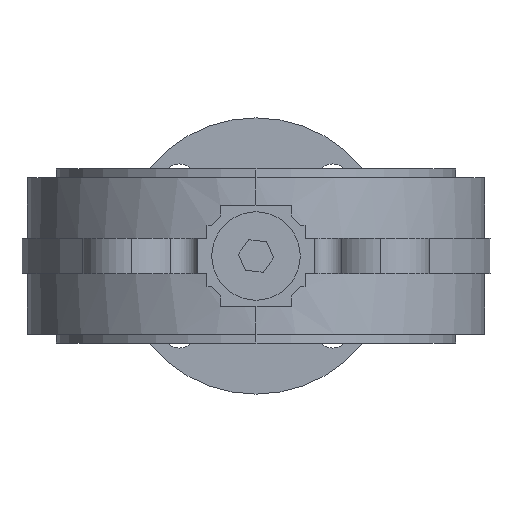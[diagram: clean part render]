
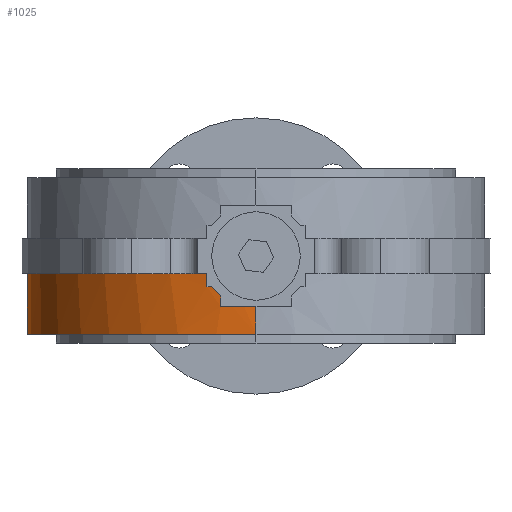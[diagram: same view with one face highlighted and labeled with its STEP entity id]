
A CAD part, left-side view. The second image highlights one B-rep face of the part: STEP entity #1025.
In plain terms, the highlighted cylindrical face has radius 74.5 mm (diameter 149 mm), a partial arc.
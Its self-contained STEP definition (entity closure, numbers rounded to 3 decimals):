
#142 = DIRECTION ( 'NONE',  ( -1., 0., 0. ) ) ;
#143 = AXIS2_PLACEMENT_3D ( 'NONE', #830, #6324, #3793 ) ;
#184 = VECTOR ( 'NONE', #2992, 1000. ) ;
#218 = CARTESIAN_POINT ( 'NONE',  ( -74.5, 0., -25.5 ) ) ;
#266 = DIRECTION ( 'NONE',  ( 0., 0., -1. ) ) ;
#304 = CARTESIAN_POINT ( 'NONE',  ( 0., 0., -16.5 ) ) ;
#315 = ORIENTED_EDGE ( 'NONE', *, *, #5532, .F. ) ;
#395 = CARTESIAN_POINT ( 'NONE',  ( 72.762, 16., 25.5 ) ) ;
#444 = CARTESIAN_POINT ( 'NONE',  ( 73.273, 13.504, -10.996 ) ) ;
#554 = EDGE_CURVE ( 'NONE', #1319, #2345, #6519, .T. ) ;
#620 = CARTESIAN_POINT ( 'NONE',  ( 0., 0., -16.5 ) ) ;
#623 = AXIS2_PLACEMENT_3D ( 'NONE', #2522, #2103, #1013 ) ;
#664 = EDGE_CURVE ( 'NONE', #2345, #3801, #4942, .T. ) ;
#683 = CARTESIAN_POINT ( 'NONE',  ( 74.5, 0., -25.5 ) ) ;
#693 = ORIENTED_EDGE ( 'NONE', *, *, #1105, .T. ) ;
#722 = AXIS2_PLACEMENT_3D ( 'NONE', #2916, #1855, #1760 ) ;
#830 = CARTESIAN_POINT ( 'NONE',  ( 0., 0., -5.75 ) ) ;
#834 = CARTESIAN_POINT ( 'NONE',  ( 72.762, 16., -10. ) ) ;
#907 = EDGE_CURVE ( 'NONE', #1146, #1319, #4958, .T. ) ;
#973 = CIRCLE ( 'NONE', #143, 74.5 ) ;
#1013 = DIRECTION ( 'NONE',  ( 1., 0., 0. ) ) ;
#1017 = CARTESIAN_POINT ( 'NONE',  ( 74.5, 0., 25.5 ) ) ;
#1025 = ADVANCED_FACE ( 'NONE', ( #6301 ), #5781, .T. ) ;
#1105 = EDGE_CURVE ( 'NONE', #2292, #1146, #1350, .T. ) ;
#1111 =( BOUNDED_CURVE ( )  B_SPLINE_CURVE ( 3, ( #1536, #3164, #4169, #3593 ),
 .UNSPECIFIED., .F., .T. ) 
 B_SPLINE_CURVE_WITH_KNOTS ( ( 4, 4 ),
 ( 4.517, 4.557 ),
 .UNSPECIFIED. ) 
 CURVE ( )  GEOMETRIC_REPRESENTATION_ITEM ( )  RATIONAL_B_SPLINE_CURVE ( ( 1., 1., 1., 1. ) ) 
 REPRESENTATION_ITEM ( '' )  );
#1143 = CARTESIAN_POINT ( 'NONE',  ( -74.5, 0., 25.5 ) ) ;
#1146 = VERTEX_POINT ( 'NONE', #834 ) ;
#1273 = ORIENTED_EDGE ( 'NONE', *, *, #554, .T. ) ;
#1319 = VERTEX_POINT ( 'NONE', #6104 ) ;
#1320 = DIRECTION ( 'NONE',  ( 1., 0., 0. ) ) ;
#1350 = LINE ( 'NONE', #395, #1810 ) ;
#1365 = ORIENTED_EDGE ( 'NONE', *, *, #4807, .F. ) ;
#1434 = CARTESIAN_POINT ( 'NONE',  ( -73.607, 11.5, 25.5 ) ) ;
#1536 = CARTESIAN_POINT ( 'NONE',  ( -73.075, 14.5, -10. ) ) ;
#1562 = CARTESIAN_POINT ( 'NONE',  ( -72.762, 16., 25.5 ) ) ;
#1666 = ORIENTED_EDGE ( 'NONE', *, *, #907, .T. ) ;
#1676 = CARTESIAN_POINT ( 'NONE',  ( -74.5, 0., -16.5 ) ) ;
#1690 = LINE ( 'NONE', #1143, #5201 ) ;
#1698 = VECTOR ( 'NONE', #6062, 1000. ) ;
#1713 = CARTESIAN_POINT ( 'NONE',  ( -73.607, 11.5, -13. ) ) ;
#1733 = CARTESIAN_POINT ( 'NONE',  ( -72.762, 16., -10. ) ) ;
#1737 = VERTEX_POINT ( 'NONE', #1713 ) ;
#1760 = DIRECTION ( 'NONE',  ( -1., 0., 0. ) ) ;
#1810 = VECTOR ( 'NONE', #266, 1000. ) ;
#1835 = DIRECTION ( 'NONE',  ( 0., 0., 1. ) ) ;
#1855 = DIRECTION ( 'NONE',  ( 0., 0., -1. ) ) ;
#1979 = CIRCLE ( 'NONE', #2814, 74.5 ) ;
#2020 = DIRECTION ( 'NONE',  ( 0., 0., 1. ) ) ;
#2103 = DIRECTION ( 'NONE',  ( 0., 0., -1. ) ) ;
#2170 = CARTESIAN_POINT ( 'NONE',  ( -72.762, 16., -5.75 ) ) ;
#2235 = DIRECTION ( 'NONE',  ( 1., 0., 0. ) ) ;
#2292 = VERTEX_POINT ( 'NONE', #2680 ) ;
#2345 = VERTEX_POINT ( 'NONE', #4119 ) ;
#2453 = ORIENTED_EDGE ( 'NONE', *, *, #5652, .F. ) ;
#2522 = CARTESIAN_POINT ( 'NONE',  ( 0., 0., -10. ) ) ;
#2635 = CARTESIAN_POINT ( 'NONE',  ( -73.075, 14.5, -10. ) ) ;
#2656 = DIRECTION ( 'NONE',  ( 0., 0., 1. ) ) ;
#2680 = CARTESIAN_POINT ( 'NONE',  ( 72.762, 16., -5.75 ) ) ;
#2681 = DIRECTION ( 'NONE',  ( 0., 0., -1. ) ) ;
#2807 = CARTESIAN_POINT ( 'NONE',  ( 73.607, 11.5, -16.5 ) ) ;
#2808 = AXIS2_PLACEMENT_3D ( 'NONE', #3924, #2020, #4048 ) ;
#2814 = AXIS2_PLACEMENT_3D ( 'NONE', #620, #2656, #142 ) ;
#2822 = CARTESIAN_POINT ( 'NONE',  ( 0., 0., -25.5 ) ) ;
#2902 = VECTOR ( 'NONE', #4560, 1000. ) ;
#2916 = CARTESIAN_POINT ( 'NONE',  ( 0., 0., 25.5 ) ) ;
#2992 = DIRECTION ( 'NONE',  ( 0., 0., -1. ) ) ;
#3058 = VERTEX_POINT ( 'NONE', #3590 ) ;
#3093 = CIRCLE ( 'NONE', #5934, 74.5 ) ;
#3122 = LINE ( 'NONE', #1562, #2902 ) ;
#3152 = ORIENTED_EDGE ( 'NONE', *, *, #5291, .F. ) ;
#3157 = DIRECTION ( 'NONE',  ( 0., 0., -1. ) ) ;
#3164 = CARTESIAN_POINT ( 'NONE',  ( -73.273, 13.504, -10.996 ) ) ;
#3325 = ORIENTED_EDGE ( 'NONE', *, *, #3829, .T. ) ;
#3388 = EDGE_CURVE ( 'NONE', #3480, #5766, #3122, .T. ) ;
#3480 = VERTEX_POINT ( 'NONE', #2170 ) ;
#3564 = EDGE_CURVE ( 'NONE', #3801, #3799, #3093, .T. ) ;
#3590 = CARTESIAN_POINT ( 'NONE',  ( -73.607, 11.5, -16.5 ) ) ;
#3593 = CARTESIAN_POINT ( 'NONE',  ( -73.607, 11.5, -13. ) ) ;
#3651 = LINE ( 'NONE', #1017, #4813 ) ;
#3787 = EDGE_CURVE ( 'NONE', #5330, #6484, #1690, .T. ) ;
#3789 = ORIENTED_EDGE ( 'NONE', *, *, #664, .T. ) ;
#3793 = DIRECTION ( 'NONE',  ( -1., 0., 0. ) ) ;
#3799 = VERTEX_POINT ( 'NONE', #6265 ) ;
#3801 = VERTEX_POINT ( 'NONE', #2807 ) ;
#3829 = EDGE_CURVE ( 'NONE', #3480, #2292, #973, .T. ) ;
#3924 = CARTESIAN_POINT ( 'NONE',  ( 0., 0., -10. ) ) ;
#4048 = DIRECTION ( 'NONE',  ( -1., 0., 0. ) ) ;
#4119 = CARTESIAN_POINT ( 'NONE',  ( 73.607, 11.5, -13. ) ) ;
#4167 = CIRCLE ( 'NONE', #2808, 74.5 ) ;
#4169 = CARTESIAN_POINT ( 'NONE',  ( -73.45, 12.504, -11.996 ) ) ;
#4335 = ORIENTED_EDGE ( 'NONE', *, *, #5601, .T. ) ;
#4492 = CIRCLE ( 'NONE', #5337, 74.5 ) ;
#4537 = CARTESIAN_POINT ( 'NONE',  ( 73.607, 11.5, 25.5 ) ) ;
#4560 = DIRECTION ( 'NONE',  ( 0., 0., -1. ) ) ;
#4580 = ORIENTED_EDGE ( 'NONE', *, *, #3388, .F. ) ;
#4627 = ORIENTED_EDGE ( 'NONE', *, *, #5364, .T. ) ;
#4768 = EDGE_LOOP ( 'NONE', ( #5658, #4335, #4627, #4947, #2453, #315, #3152, #1365, #4580, #3325, #693, #1666, #1273, #3789 ) ) ;
#4807 = EDGE_CURVE ( 'NONE', #5766, #5320, #4167, .T. ) ;
#4813 = VECTOR ( 'NONE', #3157, 1000. ) ;
#4851 = DIRECTION ( 'NONE',  ( 0., 0., -1. ) ) ;
#4942 = LINE ( 'NONE', #4537, #1698 ) ;
#4947 = ORIENTED_EDGE ( 'NONE', *, *, #3787, .F. ) ;
#4958 = CIRCLE ( 'NONE', #623, 74.5 ) ;
#5201 = VECTOR ( 'NONE', #2681, 1000. ) ;
#5291 = EDGE_CURVE ( 'NONE', #5320, #1737, #1111, .T. ) ;
#5320 = VERTEX_POINT ( 'NONE', #2635 ) ;
#5330 = VERTEX_POINT ( 'NONE', #1676 ) ;
#5337 = AXIS2_PLACEMENT_3D ( 'NONE', #2822, #1835, #2235 ) ;
#5364 = EDGE_CURVE ( 'NONE', #5699, #6484, #4492, .T. ) ;
#5426 = LINE ( 'NONE', #1434, #184 ) ;
#5532 = EDGE_CURVE ( 'NONE', #1737, #3058, #5426, .T. ) ;
#5601 = EDGE_CURVE ( 'NONE', #3799, #5699, #3651, .T. ) ;
#5652 = EDGE_CURVE ( 'NONE', #3058, #5330, #1979, .T. ) ;
#5658 = ORIENTED_EDGE ( 'NONE', *, *, #3564, .T. ) ;
#5699 = VERTEX_POINT ( 'NONE', #683 ) ;
#5766 = VERTEX_POINT ( 'NONE', #1733 ) ;
#5781 = CYLINDRICAL_SURFACE ( 'NONE', #722, 74.5 ) ;
#5934 = AXIS2_PLACEMENT_3D ( 'NONE', #304, #4851, #1320 ) ;
#5967 = CARTESIAN_POINT ( 'NONE',  ( 73.607, 11.5, -13. ) ) ;
#5993 = CARTESIAN_POINT ( 'NONE',  ( 73.075, 14.5, -10. ) ) ;
#6062 = DIRECTION ( 'NONE',  ( 0., 0., -1. ) ) ;
#6104 = CARTESIAN_POINT ( 'NONE',  ( 73.075, 14.5, -10. ) ) ;
#6265 = CARTESIAN_POINT ( 'NONE',  ( 74.5, 0., -16.5 ) ) ;
#6301 = FACE_OUTER_BOUND ( 'NONE', #4768, .T. ) ;
#6324 = DIRECTION ( 'NONE',  ( 0., 0., -1. ) ) ;
#6458 = CARTESIAN_POINT ( 'NONE',  ( 73.45, 12.504, -11.996 ) ) ;
#6484 = VERTEX_POINT ( 'NONE', #218 ) ;
#6519 =( BOUNDED_CURVE ( )  B_SPLINE_CURVE ( 3, ( #5993, #444, #6458, #5967 ),
 .UNSPECIFIED., .F., .T. ) 
 B_SPLINE_CURVE_WITH_KNOTS ( ( 4, 4 ),
 ( 4.517, 4.557 ),
 .UNSPECIFIED. ) 
 CURVE ( )  GEOMETRIC_REPRESENTATION_ITEM ( )  RATIONAL_B_SPLINE_CURVE ( ( 1., 1., 1., 1. ) ) 
 REPRESENTATION_ITEM ( '' )  );
